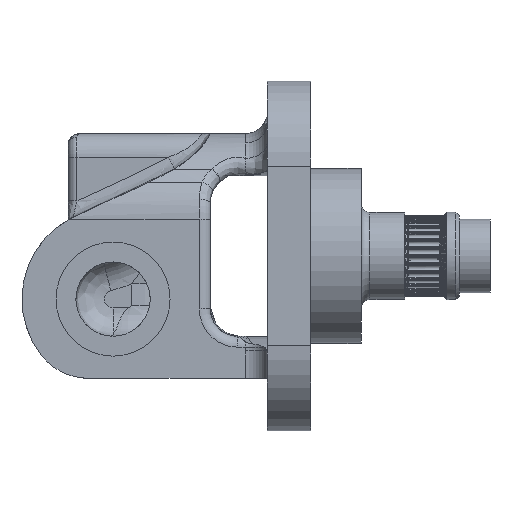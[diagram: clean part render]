
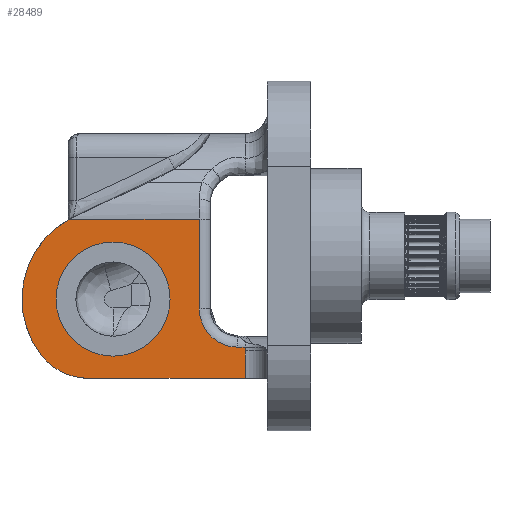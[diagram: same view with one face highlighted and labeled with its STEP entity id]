
A CAD part, left-side view. The second image highlights one B-rep face of the part: STEP entity #28489.
In plain terms, the highlighted planar face has unit normal (-1, 0, 0).
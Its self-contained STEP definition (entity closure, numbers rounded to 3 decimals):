
#1549=FACE_BOUND('',#8538,.T.);
#5581=PLANE('',#31929);
#7042=FACE_OUTER_BOUND('',#8537,.T.);
#8537=EDGE_LOOP('',(#26666,#26667,#26668,#26669,#26670,#26671,#26672,#26673,
#26674));
#8538=EDGE_LOOP('',(#26675));
#8599=LINE('',#40359,#9714);
#8606=LINE('',#40380,#9721);
#8607=LINE('',#40391,#9722);
#9662=LINE('',#54026,#10777);
#9663=LINE('',#54034,#10778);
#9665=LINE('',#54215,#10780);
#9714=VECTOR('',#32072,10.);
#9721=VECTOR('',#32085,10.);
#9722=VECTOR('',#32090,10.);
#10777=VECTOR('',#39815,10.);
#10778=VECTOR('',#39826,10.);
#10780=VECTOR('',#39846,10.);
#11002=CIRCLE('',#31917,8.75);
#11010=CIRCLE('',#31930,20.836);
#11011=CIRCLE('',#31931,13.75);
#11012=CIRCLE('',#31932,13.05);
#11088=VERTEX_POINT('',#40356);
#11089=VERTEX_POINT('',#40358);
#11096=VERTEX_POINT('',#40378);
#11098=VERTEX_POINT('',#40389);
#13835=VERTEX_POINT('',#54024);
#13836=VERTEX_POINT('',#54028);
#13837=VERTEX_POINT('',#54032);
#13847=VERTEX_POINT('',#54210);
#13848=VERTEX_POINT('',#54217);
#13849=VERTEX_POINT('',#54220);
#13947=EDGE_CURVE('',#11089,#11088,#8599,.T.);
#13957=EDGE_CURVE('',#11096,#11088,#8606,.T.);
#13960=EDGE_CURVE('',#11098,#11096,#8607,.T.);
#18115=EDGE_CURVE('',#13835,#11098,#9662,.T.);
#18117=EDGE_CURVE('',#13836,#13835,#11002,.T.);
#18119=EDGE_CURVE('',#13837,#13836,#9663,.T.);
#18137=EDGE_CURVE('',#13847,#13837,#9665,.T.);
#18138=EDGE_CURVE('',#13847,#13848,#11010,.T.);
#18139=EDGE_CURVE('',#11089,#13848,#11011,.T.);
#18140=EDGE_CURVE('',#13849,#13849,#11012,.T.);
#26666=ORIENTED_EDGE('',*,*,#13960,.F.);
#26667=ORIENTED_EDGE('',*,*,#18115,.F.);
#26668=ORIENTED_EDGE('',*,*,#18117,.F.);
#26669=ORIENTED_EDGE('',*,*,#18119,.F.);
#26670=ORIENTED_EDGE('',*,*,#18137,.F.);
#26671=ORIENTED_EDGE('',*,*,#18138,.T.);
#26672=ORIENTED_EDGE('',*,*,#18139,.F.);
#26673=ORIENTED_EDGE('',*,*,#13947,.T.);
#26674=ORIENTED_EDGE('',*,*,#13957,.F.);
#26675=ORIENTED_EDGE('',*,*,#18140,.T.);
#28489=ADVANCED_FACE('',(#7042,#1549),#5581,.T.);
#31917=AXIS2_PLACEMENT_3D('',#54030,#39820,#39821);
#31929=AXIS2_PLACEMENT_3D('',#54216,#39847,#39848);
#31930=AXIS2_PLACEMENT_3D('',#54218,#39849,#39850);
#31931=AXIS2_PLACEMENT_3D('',#54219,#39851,#39852);
#31932=AXIS2_PLACEMENT_3D('',#54221,#39853,#39854);
#32072=DIRECTION('',(0.,-1.,0.));
#32085=DIRECTION('',(0.,0.,-1.));
#32090=DIRECTION('',(0.,0.,-1.));
#39815=DIRECTION('',(0.,-1.,0.));
#39820=DIRECTION('center_axis',(-1.,0.,0.));
#39821=DIRECTION('ref_axis',(0.,0.707,-0.707));
#39826=DIRECTION('',(0.,0.,-1.));
#39846=DIRECTION('',(0.,-1.,0.));
#39847=DIRECTION('center_axis',(-1.,0.,0.));
#39848=DIRECTION('ref_axis',(0.,0.,
1.));
#39849=DIRECTION('center_axis',(-1.,0.,0.));
#39850=DIRECTION('ref_axis',(0.,0.,
-1.));
#39851=DIRECTION('center_axis',(1.,0.,0.));
#39852=DIRECTION('ref_axis',(0.,0.436,-0.9));
#39853=DIRECTION('center_axis',(1.,0.,0.));
#39854=DIRECTION('ref_axis',(0.,0.,
1.));
#40356=CARTESIAN_POINT('',(-57.675,-40.814,-31.073));
#40358=CARTESIAN_POINT('',(-57.675,-5.002,-31.073));
#40359=CARTESIAN_POINT('',(-57.675,-40.814,-31.073));
#40378=CARTESIAN_POINT('',(-57.675,-40.814,-24.796));
#40380=CARTESIAN_POINT('',(-57.675,-40.814,-17.073));
#40389=CARTESIAN_POINT('',(-57.675,-40.814,-23.933));
#40391=CARTESIAN_POINT('',(-57.675,-40.814,-17.073));
#54024=CARTESIAN_POINT('',(-57.675,-39.064,-23.933));
#54026=CARTESIAN_POINT('',(-57.675,-36.814,-23.933));
#54028=CARTESIAN_POINT('',(-57.675,-30.314,-15.183));
#54030=CARTESIAN_POINT('Origin',(-57.675,-39.064,-15.183));
#54032=CARTESIAN_POINT('',(-57.675,-30.314,5.367));
#54034=CARTESIAN_POINT('',(-57.675,-30.314,-7.893));
#54210=CARTESIAN_POINT('',(-57.675,-0.602,5.367));
#54215=CARTESIAN_POINT('',(-57.675,-40.814,5.367));
#54216=CARTESIAN_POINT('Origin',(-57.675,-40.814,-31.073));
#54217=CARTESIAN_POINT('',(-57.675,5.791,-25.842));
#54218=CARTESIAN_POINT('Origin',(-57.675,-10.564,-12.933));
#54219=CARTESIAN_POINT('Origin',(-57.675,-5.002,-17.323));
#54220=CARTESIAN_POINT('',(-57.675,-10.564,-25.983));
#54221=CARTESIAN_POINT('Origin',(-57.675,-10.564,-12.933));
